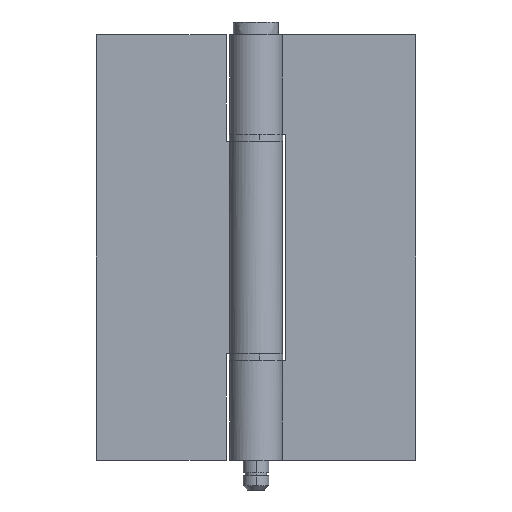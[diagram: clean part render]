
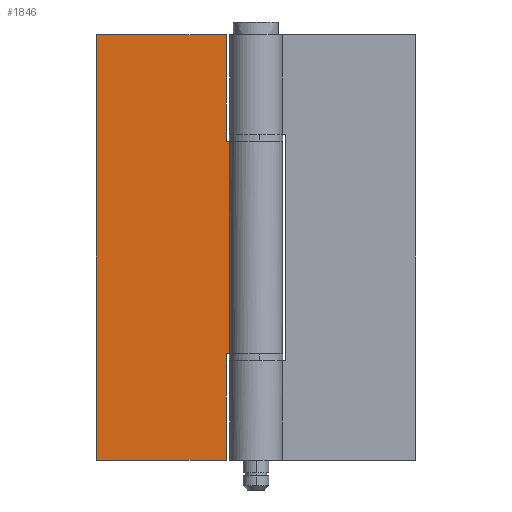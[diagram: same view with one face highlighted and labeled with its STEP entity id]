
A CAD part, front view. The second image highlights one B-rep face of the part: STEP entity #1846.
In plain terms, the highlighted free-form (B-spline) face has degree [1, 1] with [2, 2] control points.
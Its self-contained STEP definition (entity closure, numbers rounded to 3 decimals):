
#1446=CARTESIAN_POINT('',(-7.0,3.0,25.0));
#1447=VERTEX_POINT('',#1446);
#1490=CARTESIAN_POINT('',(0.,3.0,25.0));
#1491=VERTEX_POINT('',#1490);
#1511=CARTESIAN_POINT('',(-7.0,3.0,25.0));
#1512=CARTESIAN_POINT('',(0.,3.0,25.0));
#1513=QUASI_UNIFORM_CURVE('',1,(#1511,#1512),.UNSPECIFIED.,.F.,.U.);
#1514=EDGE_CURVE('',#1447,#1491,#1513,.T.);
#1524=CARTESIAN_POINT('',(-7.0,3.0,0.0));
#1525=VERTEX_POINT('',#1524);
#1539=CARTESIAN_POINT('',(-7.0,3.0,0.0));
#1540=CARTESIAN_POINT('',(-7.0,3.0,25.0));
#1541=QUASI_UNIFORM_CURVE('',1,(#1539,#1540),.UNSPECIFIED.,.F.,.U.);
#1542=EDGE_CURVE('',#1525,#1447,#1541,.T.);
#1561=CARTESIAN_POINT('',(-7.0,3.0,75.));
#1562=VERTEX_POINT('',#1561);
#1568=CARTESIAN_POINT('',(0.,3.0,75.));
#1569=VERTEX_POINT('',#1568);
#1570=CARTESIAN_POINT('',(0.,3.0,75.));
#1571=CARTESIAN_POINT('',(-7.0,3.0,75.));
#1572=QUASI_UNIFORM_CURVE('',1,(#1570,#1571),.UNSPECIFIED.,.F.,.U.);
#1573=EDGE_CURVE('',#1569,#1562,#1572,.T.);
#1638=CARTESIAN_POINT('',(-7.0,3.0,100.));
#1639=VERTEX_POINT('',#1638);
#1645=CARTESIAN_POINT('',(-7.0,3.0,75.));
#1646=CARTESIAN_POINT('',(-7.0,3.0,100.));
#1647=QUASI_UNIFORM_CURVE('',1,(#1645,#1646),.UNSPECIFIED.,.F.,.U.);
#1648=EDGE_CURVE('',#1562,#1639,#1647,.T.);
#1658=CARTESIAN_POINT('',(-37.5,3.0,0.0));
#1659=VERTEX_POINT('',#1658);
#1667=CARTESIAN_POINT('',(-37.5,3.0,100.));
#1668=VERTEX_POINT('',#1667);
#1669=CARTESIAN_POINT('',(-37.5,3.0,100.));
#1670=CARTESIAN_POINT('',(-37.5,3.0,0.0));
#1671=QUASI_UNIFORM_CURVE('',1,(#1669,#1670),.UNSPECIFIED.,.F.,.U.);
#1672=EDGE_CURVE('',#1668,#1659,#1671,.T.);
#1701=CARTESIAN_POINT('',(-7.0,3.0,100.));
#1702=CARTESIAN_POINT('',(-37.5,3.0,100.));
#1703=QUASI_UNIFORM_CURVE('',1,(#1701,#1702),.UNSPECIFIED.,.F.,.U.);
#1704=EDGE_CURVE('',#1639,#1668,#1703,.T.);
#1720=CARTESIAN_POINT('',(-7.0,3.0,0.0));
#1721=CARTESIAN_POINT('',(-37.5,3.0,0.0));
#1722=QUASI_UNIFORM_CURVE('',1,(#1720,#1721),.UNSPECIFIED.,.F.,.U.);
#1723=EDGE_CURVE('',#1525,#1659,#1722,.T.);
#1758=CARTESIAN_POINT('',(0.,3.0,75.));
#1759=CARTESIAN_POINT('',(0.,3.0,25.0));
#1760=QUASI_UNIFORM_CURVE('',1,(#1758,#1759),.UNSPECIFIED.,.F.,.U.);
#1761=EDGE_CURVE('',#1569,#1491,#1760,.T.);
#1831=CARTESIAN_POINT('',(-39.373,3.0,104.995));
#1832=CARTESIAN_POINT('',(-39.373,3.0,-4.995));
#1833=CARTESIAN_POINT('',(1.873,3.0,104.995));
#1834=CARTESIAN_POINT('',(1.873,3.0,-4.995));
#1835=B_SPLINE_SURFACE_WITH_KNOTS('',1,1,((#1831,#1833),(#1832,#1834)),.UNSPECIFIED.,.F.,.F.,.U.,(2,2),(2,2),(0.0,109.99),(0.0,41.246),.UNSPECIFIED.);
#1836=ORIENTED_EDGE('',*,*,#1723,.F.);
#1837=ORIENTED_EDGE('',*,*,#1542,.T.);
#1838=ORIENTED_EDGE('',*,*,#1514,.T.);
#1839=ORIENTED_EDGE('',*,*,#1761,.F.);
#1840=ORIENTED_EDGE('',*,*,#1573,.T.);
#1841=ORIENTED_EDGE('',*,*,#1648,.T.);
#1842=ORIENTED_EDGE('',*,*,#1704,.T.);
#1843=ORIENTED_EDGE('',*,*,#1672,.T.);
#1844=EDGE_LOOP('',(#1836,#1837,#1838,#1839,#1840,#1841,#1842,#1843));
#1845=FACE_OUTER_BOUND('',#1844,.T.);
#1846=ADVANCED_FACE('',(#1845),#1835,.T.);
